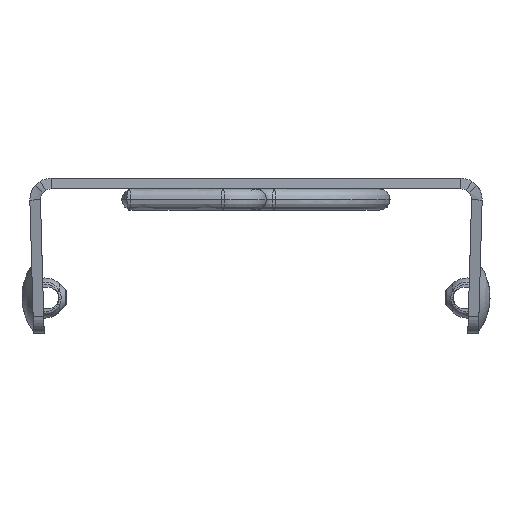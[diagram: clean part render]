
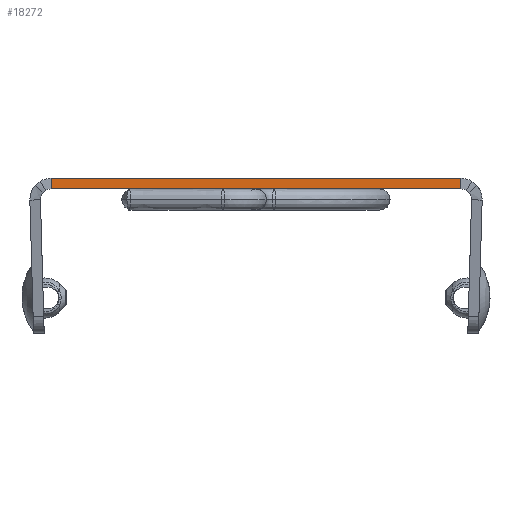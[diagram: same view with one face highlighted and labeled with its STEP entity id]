
A CAD part, left-side view. The second image highlights one B-rep face of the part: STEP entity #18272.
In plain terms, the highlighted planar face has unit normal (-1, 0, 0).
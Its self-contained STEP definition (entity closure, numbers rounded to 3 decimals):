
#326=DIRECTION('',(0.,-1.,0.));
#327=VECTOR('',#326,58.);
#328=CARTESIAN_POINT('',(-471.5,29.,0.));
#329=LINE('853855',#328,#327);
#5118=DIRECTION('',(0.,0.,1.));
#5119=VECTOR('',#5118,1.5);
#5120=CARTESIAN_POINT('',(-471.5,-29.,-1.5));
#5121=LINE('853915',#5120,#5119);
#5125=DIRECTION('',(0.,0.,1.));
#5126=VECTOR('',#5125,1.5);
#5127=CARTESIAN_POINT('',(-471.5,29.,-1.5));
#5128=LINE('853792',#5127,#5126);
#5679=DIRECTION('',(0.,-1.,0.));
#5680=VECTOR('',#5679,58.);
#5681=CARTESIAN_POINT('',(-471.5,29.,-1.5));
#5682=LINE('853859',#5681,#5680);
#16391=CARTESIAN_POINT('',(-471.5,29.,-1.5));
#16392=CARTESIAN_POINT('',(-471.5,29.,0.));
#16393=VERTEX_POINT('',#16391);
#16394=VERTEX_POINT('',#16392);
#16411=CARTESIAN_POINT('',(-471.5,-29.,0.));
#16412=VERTEX_POINT('',#16411);
#16415=CARTESIAN_POINT('',(-471.5,-29.,-1.5));
#16416=VERTEX_POINT('',#16415);
#18259=CARTESIAN_POINT('',(-471.5,0.,-0.75));
#18260=DIRECTION('',(-1.,0.,0.));
#18261=DIRECTION('',(0.,-1.,0.));
#18262=AXIS2_PLACEMENT_3D('',#18259,#18260,#18261);
#18263=PLANE('6015',#18262);
#18265=ORIENTED_EDGE('853915',*,*,#18264,.F.);
#18267=ORIENTED_EDGE('853859',*,*,#18266,.F.);
#18268=ORIENTED_EDGE('853792',*,*,#18250,.T.);
#18269=ORIENTED_EDGE('853855',*,*,#16622,.T.);
#18270=EDGE_LOOP('6015',(#18265,#18267,#18268,#18269));
#18271=FACE_OUTER_BOUND('6015',#18270,.F.);
#18272=ADVANCED_FACE('6015',(#18271),#18263,.T.);
#16622=EDGE_CURVE('853855',#16394,#16412,#329,.T.);
#18250=EDGE_CURVE('853792',#16393,#16394,#5128,.T.);
#18264=EDGE_CURVE('853915',#16416,#16412,#5121,.T.);
#18266=EDGE_CURVE('853859',#16393,#16416,#5682,.T.);
